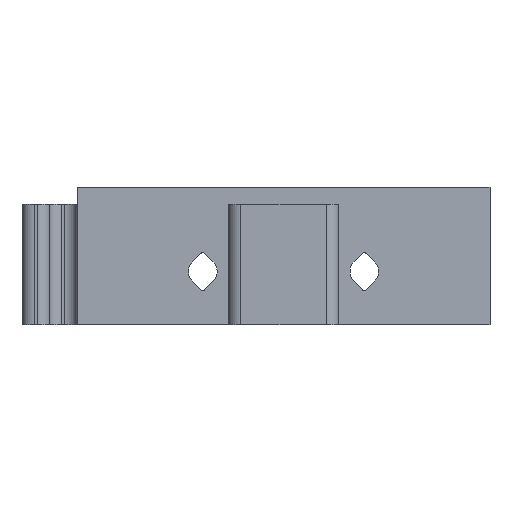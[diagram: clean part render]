
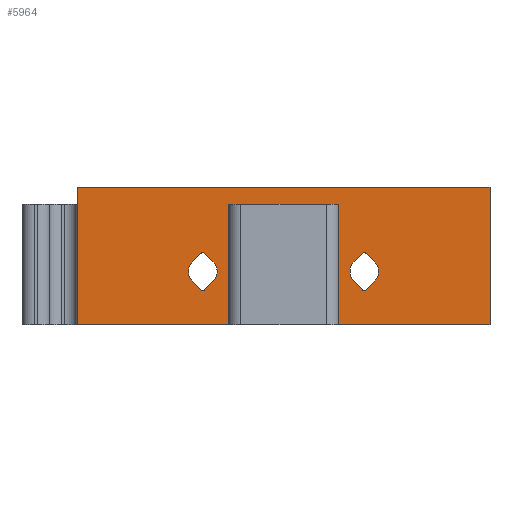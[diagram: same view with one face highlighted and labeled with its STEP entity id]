
A CAD part, front view. The second image highlights one B-rep face of the part: STEP entity #5964.
In plain terms, the highlighted planar face has unit normal (0, -1, 0).
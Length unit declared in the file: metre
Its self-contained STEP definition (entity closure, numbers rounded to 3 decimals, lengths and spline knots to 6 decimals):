
#200=CIRCLE('',#6413,0.002075);
#201=CIRCLE('',#6414,0.0004);
#202=CIRCLE('',#6415,0.002075);
#203=CIRCLE('',#6416,0.0004);
#204=CIRCLE('',#6417,0.002075);
#205=CIRCLE('',#6418,0.0004);
#206=CIRCLE('',#6419,0.002075);
#207=CIRCLE('',#6420,0.0004);
#989=ORIENTED_EDGE('',*,*,#2751,.T.);
#990=ORIENTED_EDGE('',*,*,#2469,.F.);
#991=ORIENTED_EDGE('',*,*,#2752,.T.);
#992=ORIENTED_EDGE('',*,*,#2289,.T.);
#993=ORIENTED_EDGE('',*,*,#2753,.T.);
#994=ORIENTED_EDGE('',*,*,#2485,.F.);
#995=ORIENTED_EDGE('',*,*,#2754,.F.);
#996=ORIENTED_EDGE('',*,*,#2755,.F.);
#997=ORIENTED_EDGE('',*,*,#2756,.F.);
#998=ORIENTED_EDGE('',*,*,#2757,.F.);
#999=ORIENTED_EDGE('',*,*,#2758,.F.);
#1000=ORIENTED_EDGE('',*,*,#2759,.F.);
#1001=ORIENTED_EDGE('',*,*,#2760,.T.);
#1002=ORIENTED_EDGE('',*,*,#2761,.F.);
#1003=ORIENTED_EDGE('',*,*,#2762,.T.);
#1004=ORIENTED_EDGE('',*,*,#2763,.F.);
#1005=ORIENTED_EDGE('',*,*,#2764,.F.);
#1006=ORIENTED_EDGE('',*,*,#2765,.F.);
#1007=ORIENTED_EDGE('',*,*,#2766,.F.);
#1008=ORIENTED_EDGE('',*,*,#2767,.F.);
#1009=ORIENTED_EDGE('',*,*,#2768,.T.);
#1010=ORIENTED_EDGE('',*,*,#2769,.F.);
#1011=ORIENTED_EDGE('',*,*,#2770,.T.);
#1012=ORIENTED_EDGE('',*,*,#2771,.F.);
#2289=EDGE_CURVE('',#3211,#3210,#3810,.F.);
#2469=EDGE_CURVE('',#3366,#3367,#3944,.F.);
#2485=EDGE_CURVE('',#3382,#3383,#3952,.F.);
#2751=EDGE_CURVE('',#3592,#3367,#4106,.F.);
#2752=EDGE_CURVE('',#3366,#3211,#4107,.T.);
#2753=EDGE_CURVE('',#3210,#3383,#4108,.T.);
#2754=EDGE_CURVE('',#3593,#3382,#4109,.T.);
#2755=EDGE_CURVE('',#3592,#3593,#4110,.F.);
#2756=EDGE_CURVE('',#3594,#3595,#4111,.T.);
#2757=EDGE_CURVE('',#3596,#3594,#200,.T.);
#2758=EDGE_CURVE('',#3597,#3596,#4112,.T.);
#2759=EDGE_CURVE('',#3598,#3597,#201,.T.);
#2760=EDGE_CURVE('',#3598,#3599,#4113,.T.);
#2761=EDGE_CURVE('',#3600,#3599,#202,.T.);
#2762=EDGE_CURVE('',#3600,#3601,#4114,.T.);
#2763=EDGE_CURVE('',#3595,#3601,#203,.T.);
#2764=EDGE_CURVE('',#3602,#3603,#4115,.T.);
#2765=EDGE_CURVE('',#3604,#3602,#204,.T.);
#2766=EDGE_CURVE('',#3605,#3604,#4116,.T.);
#2767=EDGE_CURVE('',#3606,#3605,#205,.T.);
#2768=EDGE_CURVE('',#3606,#3607,#4117,.T.);
#2769=EDGE_CURVE('',#3608,#3607,#206,.T.);
#2770=EDGE_CURVE('',#3608,#3609,#4118,.T.);
#2771=EDGE_CURVE('',#3603,#3609,#207,.T.);
#3210=VERTEX_POINT('',#8270);
#3211=VERTEX_POINT('',#8272);
#3366=VERTEX_POINT('',#8683);
#3367=VERTEX_POINT('',#8685);
#3382=VERTEX_POINT('',#8715);
#3383=VERTEX_POINT('',#8717);
#3592=VERTEX_POINT('',#9305);
#3593=VERTEX_POINT('',#9309);
#3594=VERTEX_POINT('',#9312);
#3595=VERTEX_POINT('',#9313);
#3596=VERTEX_POINT('',#9315);
#3597=VERTEX_POINT('',#9317);
#3598=VERTEX_POINT('',#9319);
#3599=VERTEX_POINT('',#9321);
#3600=VERTEX_POINT('',#9323);
#3601=VERTEX_POINT('',#9325);
#3602=VERTEX_POINT('',#9328);
#3603=VERTEX_POINT('',#9329);
#3604=VERTEX_POINT('',#9331);
#3605=VERTEX_POINT('',#9333);
#3606=VERTEX_POINT('',#9335);
#3607=VERTEX_POINT('',#9337);
#3608=VERTEX_POINT('',#9339);
#3609=VERTEX_POINT('',#9341);
#3810=LINE('',#8271,#4421);
#3944=LINE('',#8684,#4555);
#3952=LINE('',#8716,#4563);
#4106=LINE('',#9304,#4717);
#4107=LINE('',#9306,#4718);
#4108=LINE('',#9307,#4719);
#4109=LINE('',#9308,#4720);
#4110=LINE('',#9310,#4721);
#4111=LINE('',#9311,#4722);
#4112=LINE('',#9316,#4723);
#4113=LINE('',#9320,#4724);
#4114=LINE('',#9324,#4725);
#4115=LINE('',#9327,#4726);
#4116=LINE('',#9332,#4727);
#4117=LINE('',#9336,#4728);
#4118=LINE('',#9340,#4729);
#4421=VECTOR('',#6700,1.);
#4555=VECTOR('',#6960,1.);
#4563=VECTOR('',#6984,1.);
#4717=VECTOR('',#7388,1.);
#4718=VECTOR('',#7389,1.);
#4719=VECTOR('',#7390,1.);
#4720=VECTOR('',#7391,1.);
#4721=VECTOR('',#7392,1.);
#4722=VECTOR('',#7393,1.);
#4723=VECTOR('',#7396,1.);
#4724=VECTOR('',#7399,1.);
#4725=VECTOR('',#7402,1.);
#4726=VECTOR('',#7405,1.);
#4727=VECTOR('',#7408,1.);
#4728=VECTOR('',#7411,1.);
#4729=VECTOR('',#7414,1.);
#5117=EDGE_LOOP('',(#989,#990,#991,#992,#993,#994,#995,#996));
#5118=EDGE_LOOP('',(#997,#998,#999,#1000,#1001,#1002,#1003,#1004));
#5119=EDGE_LOOP('',(#1005,#1006,#1007,#1008,#1009,#1010,#1011,#1012));
#5456=FACE_BOUND('',#5117,.T.);
#5457=FACE_BOUND('',#5118,.T.);
#5458=FACE_BOUND('',#5119,.T.);
#5751=PLANE('',#6412);
#5964=ADVANCED_FACE('',(#5456,#5457,#5458),#5751,.T.);
#6412=AXIS2_PLACEMENT_3D('',#9303,#7386,#7387);
#6413=AXIS2_PLACEMENT_3D('',#9314,#7394,#7395);
#6414=AXIS2_PLACEMENT_3D('',#9318,#7397,#7398);
#6415=AXIS2_PLACEMENT_3D('',#9322,#7400,#7401);
#6416=AXIS2_PLACEMENT_3D('',#9326,#7403,#7404);
#6417=AXIS2_PLACEMENT_3D('',#9330,#7406,#7407);
#6418=AXIS2_PLACEMENT_3D('',#9334,#7409,#7410);
#6419=AXIS2_PLACEMENT_3D('',#9338,#7412,#7413);
#6420=AXIS2_PLACEMENT_3D('',#9342,#7415,#7416);
#6700=DIRECTION('',(1.,0.,0.));
#6960=DIRECTION('',(1.,0.,0.));
#6984=DIRECTION('',(1.,0.,0.));
#7386=DIRECTION('',(0.,-1.,0.));
#7387=DIRECTION('',(1.,0.,0.));
#7388=DIRECTION('',(0.,0.,1.));
#7389=DIRECTION('',(0.,0.,1.));
#7390=DIRECTION('',(0.,0.,-1.));
#7391=DIRECTION('',(0.,0.,-1.));
#7392=DIRECTION('',(1.,0.,0.));
#7393=DIRECTION('',(0.707,0.,-0.707));
#7394=DIRECTION('',(0.,-1.,0.));
#7395=DIRECTION('',(1.,0.,0.));
#7396=DIRECTION('',(-0.707,0.,-0.707));
#7397=DIRECTION('',(0.,-1.,0.));
#7398=DIRECTION('',(1.,0.,0.));
#7399=DIRECTION('',(0.707,0.,-0.707));
#7400=DIRECTION('',(0.,-1.,0.));
#7401=DIRECTION('',(1.,0.,0.));
#7402=DIRECTION('',(-0.707,0.,-0.707));
#7403=DIRECTION('',(0.,-1.,0.));
#7404=DIRECTION('',(1.,0.,0.));
#7405=DIRECTION('',(0.707,0.,-0.707));
#7406=DIRECTION('',(0.,-1.,0.));
#7407=DIRECTION('',(1.,0.,0.));
#7408=DIRECTION('',(-0.707,0.,-0.707));
#7409=DIRECTION('',(0.,-1.,0.));
#7410=DIRECTION('',(1.,0.,0.));
#7411=DIRECTION('',(0.707,0.,-0.707));
#7412=DIRECTION('',(0.,-1.,0.));
#7413=DIRECTION('',(1.,0.,0.));
#7414=DIRECTION('',(-0.707,0.,-0.707));
#7415=DIRECTION('',(0.,-1.,0.));
#7416=DIRECTION('',(1.,0.,0.));
#8270=CARTESIAN_POINT('',(1.59,1.410025,0.38));
#8271=CARTESIAN_POINT('',(1.397889,1.410025,0.38));
#8272=CARTESIAN_POINT('',(1.65,1.410025,0.38));
#8683=CARTESIAN_POINT('',(1.65,1.410025,0.36));
#8684=CARTESIAN_POINT('',(1.697889,1.410025,0.36));
#8685=CARTESIAN_POINT('',(1.625778,1.410025,0.36));
#8715=CARTESIAN_POINT('',(1.614222,1.410025,0.36));
#8716=CARTESIAN_POINT('',(1.577889,1.410025,0.36));
#8717=CARTESIAN_POINT('',(1.59,1.410025,0.36));
#9303=CARTESIAN_POINT('',(1.397889,1.410025,0.38));
#9304=CARTESIAN_POINT('',(1.625778,1.410025,0.38));
#9305=CARTESIAN_POINT('',(1.625778,1.410025,0.3775));
#9306=CARTESIAN_POINT('',(1.65,1.410025,0.38));
#9307=CARTESIAN_POINT('',(1.59,1.410025,0.38));
#9308=CARTESIAN_POINT('',(1.614222,1.410025,0.38));
#9309=CARTESIAN_POINT('',(1.614222,1.410025,0.3775));
#9310=CARTESIAN_POINT('',(1.697889,1.410025,0.3775));
#9311=CARTESIAN_POINT('',(1.507211,1.410025,0.489322));
#9312=CARTESIAN_POINT('',(1.630266,1.410025,0.366266));
#9313=CARTESIAN_POINT('',(1.631451,1.410025,0.365082));
#9314=CARTESIAN_POINT('',(1.631733,1.410025,0.367733));
#9315=CARTESIAN_POINT('',(1.630266,1.410025,0.369201));
#9316=CARTESIAN_POINT('',(1.519477,1.410025,0.258412));
#9317=CARTESIAN_POINT('',(1.631451,1.410025,0.370385));
#9318=CARTESIAN_POINT('',(1.631733,1.410025,0.370102));
#9319=CARTESIAN_POINT('',(1.632016,1.410025,0.370385));
#9320=CARTESIAN_POINT('',(1.510145,1.410025,0.492256));
#9321=CARTESIAN_POINT('',(1.633201,1.410025,0.369201));
#9322=CARTESIAN_POINT('',(1.631733,1.410025,0.367733));
#9323=CARTESIAN_POINT('',(1.633201,1.410025,0.366266));
#9324=CARTESIAN_POINT('',(1.522412,1.410025,0.255477));
#9325=CARTESIAN_POINT('',(1.632016,1.410025,0.365082));
#9326=CARTESIAN_POINT('',(1.631733,1.410025,0.365365));
#9327=CARTESIAN_POINT('',(1.495477,1.410025,0.477588));
#9328=CARTESIAN_POINT('',(1.606799,1.410025,0.366266));
#9329=CARTESIAN_POINT('',(1.607984,1.410025,0.365082));
#9330=CARTESIAN_POINT('',(1.608267,1.410025,0.367733));
#9331=CARTESIAN_POINT('',(1.606799,1.410025,0.369201));
#9332=CARTESIAN_POINT('',(1.507744,1.410025,0.270145));
#9333=CARTESIAN_POINT('',(1.607984,1.410025,0.370385));
#9334=CARTESIAN_POINT('',(1.608267,1.410025,0.370102));
#9335=CARTESIAN_POINT('',(1.608549,1.410025,0.370385));
#9336=CARTESIAN_POINT('',(1.498412,1.410025,0.480523));
#9337=CARTESIAN_POINT('',(1.609734,1.410025,0.369201));
#9338=CARTESIAN_POINT('',(1.608267,1.410025,0.367733));
#9339=CARTESIAN_POINT('',(1.609734,1.410025,0.366266));
#9340=CARTESIAN_POINT('',(1.510678,1.410025,0.267211));
#9341=CARTESIAN_POINT('',(1.608549,1.410025,0.365082));
#9342=CARTESIAN_POINT('',(1.608267,1.410025,0.365365));
